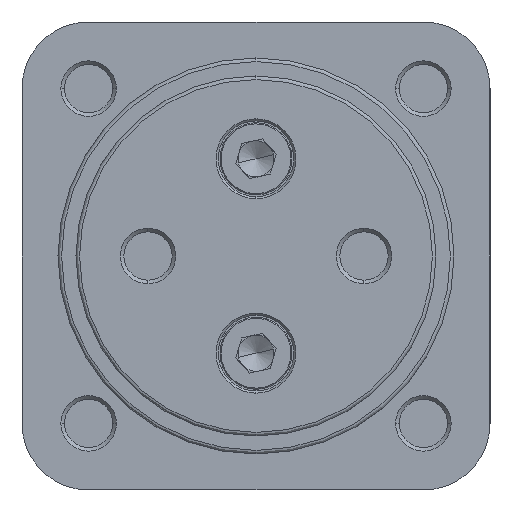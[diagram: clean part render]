
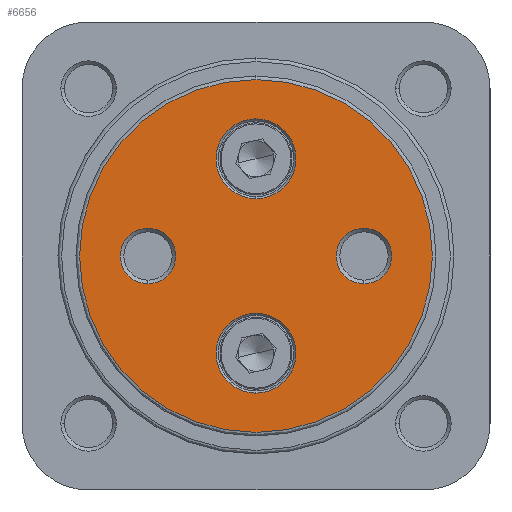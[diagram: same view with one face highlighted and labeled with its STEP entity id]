
A CAD part, left-side view. The second image highlights one B-rep face of the part: STEP entity #6656.
In plain terms, the highlighted planar face has unit normal (-1, 0, 0).
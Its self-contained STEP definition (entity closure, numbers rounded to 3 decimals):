
#63 = CARTESIAN_POINT ( 'NONE',  ( 0., 0., 7.95 ) ) ;
#66 = CARTESIAN_POINT ( 'NONE',  ( 0., 0., -19.05 ) ) ;
#68 = CARTESIAN_POINT ( 'NONE',  ( 0., 0., 24.5 ) ) ;
#81 = CARTESIAN_POINT ( 'NONE',  ( 0., 0., -24.5 ) ) ;
#163 = VERTEX_POINT ( 'NONE', #348 ) ;
#174 = VERTEX_POINT ( 'NONE', #81 ) ;
#185 = VERTEX_POINT ( 'NONE', #68 ) ;
#186 = VERTEX_POINT ( 'NONE', #66 ) ;
#190 = VERTEX_POINT ( 'NONE', #63 ) ;
#261 = VERTEX_POINT ( 'NONE', #800 ) ;
#279 = VERTEX_POINT ( 'NONE', #797 ) ;
#348 = CARTESIAN_POINT ( 'NONE',  ( 0., 0., 19.05 ) ) ;
#527 = VERTEX_POINT ( 'NONE', #561 ) ;
#535 = VERTEX_POINT ( 'NONE', #553 ) ;
#537 = VERTEX_POINT ( 'NONE', #795 ) ;
#553 = CARTESIAN_POINT ( 'NONE',  ( 0., -15., -3.85 ) ) ;
#561 = CARTESIAN_POINT ( 'NONE',  ( 0., 15., -3.85 ) ) ;
#795 = CARTESIAN_POINT ( 'NONE',  ( 0., -15., 3.85 ) ) ;
#797 = CARTESIAN_POINT ( 'NONE',  ( 0., 0., -7.95 ) ) ;
#800 = CARTESIAN_POINT ( 'NONE',  ( 0., 15., 3.85 ) ) ;
#2197 = PLANE ( 'NONE',  #7931 ) ;
#2204 = CARTESIAN_POINT ( 'NONE',  ( 0., 0., 0. ) ) ;
#2213 = DIRECTION ( 'NONE',  ( 1., 0., 0. ) ) ;
#2214 = DIRECTION ( 'NONE',  ( 0., 0., -1. ) ) ;
#2469 = CARTESIAN_POINT ( 'NONE',  ( 0., 15., 0. ) ) ;
#2470 = DIRECTION ( 'NONE',  ( 1., 0., 0. ) ) ;
#2471 = DIRECTION ( 'NONE',  ( 0., 0., -1. ) ) ;
#2472 = CARTESIAN_POINT ( 'NONE',  ( 0., -15., 0. ) ) ;
#2473 = DIRECTION ( 'NONE',  ( 1., 0., 0. ) ) ;
#2474 = DIRECTION ( 'NONE',  ( 0., 0., -1. ) ) ;
#2800 = FACE_BOUND ( 'NONE', #6951, .T. ) ;
#2802 = FACE_OUTER_BOUND ( 'NONE', #6963, .T. ) ;
#2803 = FACE_BOUND ( 'NONE', #6991, .T. ) ;
#2805 = FACE_BOUND ( 'NONE', #6975, .T. ) ;
#2807 = FACE_BOUND ( 'NONE', #6952, .T. ) ;
#2986 = CIRCLE ( 'NONE', #7964, 3.85 ) ;
#2988 = CIRCLE ( 'NONE', #7973, 3.85 ) ;
#3047 = CIRCLE ( 'NONE', #7977, 3.85 ) ;
#3053 = CIRCLE ( 'NONE', #7994, 3.85 ) ;
#3054 = CIRCLE ( 'NONE', #7995, 5.55 ) ;
#3058 = CIRCLE ( 'NONE', #7999, 24.5 ) ;
#3059 = CIRCLE ( 'NONE', #7997, 5.55 ) ;
#3120 = CIRCLE ( 'NONE', #8027, 5.55 ) ;
#3122 = CIRCLE ( 'NONE', #8029, 5.55 ) ;
#3133 = CIRCLE ( 'NONE', #8039, 24.5 ) ;
#3566 = CARTESIAN_POINT ( 'NONE',  ( 0., -15., 0. ) ) ;
#3568 = DIRECTION ( 'NONE',  ( 1., 0., 0. ) ) ;
#3569 = DIRECTION ( 'NONE',  ( 0., 0., -1. ) ) ;
#3579 = CARTESIAN_POINT ( 'NONE',  ( 0., 15., 0. ) ) ;
#3582 = CARTESIAN_POINT ( 'NONE',  ( 0., 0., 13.5 ) ) ;
#3586 = DIRECTION ( 'NONE',  ( 1., 0., 0. ) ) ;
#3587 = DIRECTION ( 'NONE',  ( 0., 0., -1. ) ) ;
#3588 = DIRECTION ( 'NONE',  ( 1., 0., 0. ) ) ;
#3589 = DIRECTION ( 'NONE',  ( 0., 0., -1. ) ) ;
#3594 = CARTESIAN_POINT ( 'NONE',  ( 0., 0., 0. ) ) ;
#3600 = DIRECTION ( 'NONE',  ( -1., 0., 0. ) ) ;
#3601 = DIRECTION ( 'NONE',  ( 0., 0., -1. ) ) ;
#3602 = CARTESIAN_POINT ( 'NONE',  ( 0., 0., -13.5 ) ) ;
#3603 = DIRECTION ( 'NONE',  ( 1., 0., 0. ) ) ;
#3604 = DIRECTION ( 'NONE',  ( 0., 0., -1. ) ) ;
#3712 = CARTESIAN_POINT ( 'NONE',  ( 0., 0., -13.5 ) ) ;
#3713 = DIRECTION ( 'NONE',  ( 1., 0., 0. ) ) ;
#3714 = DIRECTION ( 'NONE',  ( 0., 0., -1. ) ) ;
#3723 = CARTESIAN_POINT ( 'NONE',  ( 0., 0., 13.5 ) ) ;
#3724 = DIRECTION ( 'NONE',  ( 1., 0., 0. ) ) ;
#3725 = DIRECTION ( 'NONE',  ( 0., 0., -1. ) ) ;
#3748 = CARTESIAN_POINT ( 'NONE',  ( 0., 0., 0. ) ) ;
#3755 = DIRECTION ( 'NONE',  ( -1., 0., 0. ) ) ;
#3756 = DIRECTION ( 'NONE',  ( 0., 0., -1. ) ) ;
#6656 = ADVANCED_FACE ( 'NONE', ( #2802, #2800, #2805, #2807, #2803 ), #2197, .F. ) ;
#6769 = ORIENTED_EDGE ( 'NONE', *, *, #7095, .T. ) ;
#6771 = ORIENTED_EDGE ( 'NONE', *, *, #7189, .T. ) ;
#6774 = ORIENTED_EDGE ( 'NONE', *, *, #7203, .T. ) ;
#6776 = ORIENTED_EDGE ( 'NONE', *, *, #7135, .T. ) ;
#6786 = ORIENTED_EDGE ( 'NONE', *, *, #7146, .T. ) ;
#6813 = ORIENTED_EDGE ( 'NONE', *, *, #7096, .T. ) ;
#6814 = ORIENTED_EDGE ( 'NONE', *, *, #7142, .T. ) ;
#6817 = ORIENTED_EDGE ( 'NONE', *, *, #7147, .T. ) ;
#6818 = ORIENTED_EDGE ( 'NONE', *, *, #7193, .T. ) ;
#6819 = ORIENTED_EDGE ( 'NONE', *, *, #7141, .T. ) ;
#6951 = EDGE_LOOP ( 'NONE', ( #6771, #6817 ) ) ;
#6952 = EDGE_LOOP ( 'NONE', ( #6813, #6776 ) ) ;
#6963 = EDGE_LOOP ( 'NONE', ( #6786, #6774 ) ) ;
#6975 = EDGE_LOOP ( 'NONE', ( #6818, #6814 ) ) ;
#6991 = EDGE_LOOP ( 'NONE', ( #6769, #6819 ) ) ;
#7095 = EDGE_CURVE ( 'NONE', #261, #527, #2986, .T. ) ;
#7096 = EDGE_CURVE ( 'NONE', #537, #535, #2988, .T. ) ;
#7135 = EDGE_CURVE ( 'NONE', #535, #537, #3047, .T. ) ;
#7141 = EDGE_CURVE ( 'NONE', #527, #261, #3053, .T. ) ;
#7142 = EDGE_CURVE ( 'NONE', #190, #163, #3054, .T. ) ;
#7146 = EDGE_CURVE ( 'NONE', #174, #185, #3058, .T. ) ;
#7147 = EDGE_CURVE ( 'NONE', #186, #279, #3059, .T. ) ;
#7189 = EDGE_CURVE ( 'NONE', #279, #186, #3120, .T. ) ;
#7193 = EDGE_CURVE ( 'NONE', #163, #190, #3122, .T. ) ;
#7203 = EDGE_CURVE ( 'NONE', #185, #174, #3133, .T. ) ;
#7931 = AXIS2_PLACEMENT_3D ( 'NONE', #2204, #2213, #2214 ) ;
#7964 = AXIS2_PLACEMENT_3D ( 'NONE', #2469, #2470, #2471 ) ;
#7973 = AXIS2_PLACEMENT_3D ( 'NONE', #2472, #2473, #2474 ) ;
#7977 = AXIS2_PLACEMENT_3D ( 'NONE', #3566, #3568, #3569 ) ;
#7994 = AXIS2_PLACEMENT_3D ( 'NONE', #3579, #3586, #3587 ) ;
#7995 = AXIS2_PLACEMENT_3D ( 'NONE', #3582, #3588, #3589 ) ;
#7997 = AXIS2_PLACEMENT_3D ( 'NONE', #3602, #3603, #3604 ) ;
#7999 = AXIS2_PLACEMENT_3D ( 'NONE', #3594, #3600, #3601 ) ;
#8027 = AXIS2_PLACEMENT_3D ( 'NONE', #3712, #3713, #3714 ) ;
#8029 = AXIS2_PLACEMENT_3D ( 'NONE', #3723, #3724, #3725 ) ;
#8039 = AXIS2_PLACEMENT_3D ( 'NONE', #3748, #3755, #3756 ) ;
